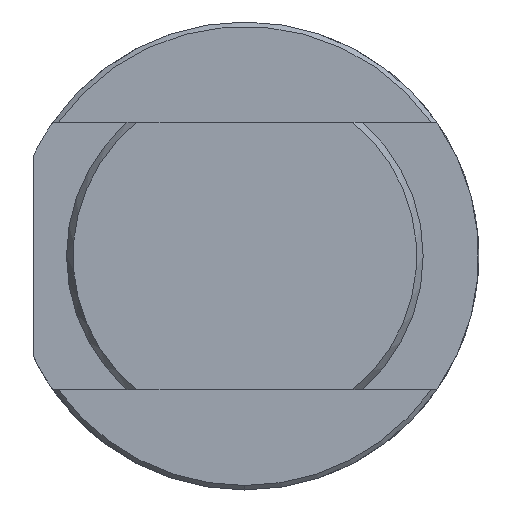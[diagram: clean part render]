
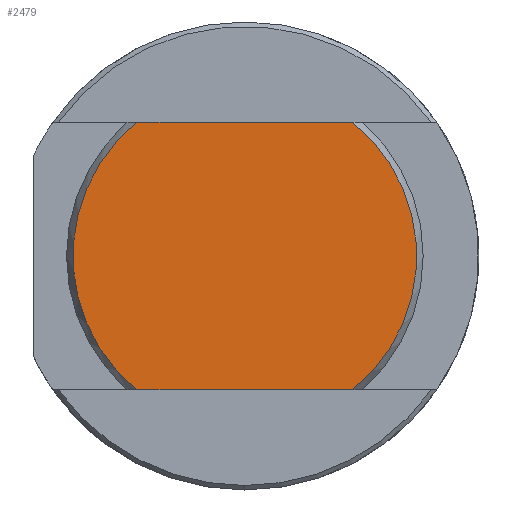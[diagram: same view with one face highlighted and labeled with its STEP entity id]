
A CAD part, left-side view. The second image highlights one B-rep face of the part: STEP entity #2479.
In plain terms, the highlighted planar face has unit normal (-1, 0, 0).
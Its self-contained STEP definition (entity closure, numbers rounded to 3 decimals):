
#145 = CARTESIAN_POINT ( 'NONE',  ( 0., 0., 0. ) ) ;
#146 = PLANE ( 'NONE',  #568 ) ;
#147 = DIRECTION ( 'NONE',  ( 1., 0., 0. ) ) ;
#148 = DIRECTION ( 'NONE',  ( 0., 0., -1. ) ) ;
#568 = AXIS2_PLACEMENT_3D ( 'NONE', #145, #147, #148 ) ;
#772 = AXIS2_PLACEMENT_3D ( 'NONE', #3635, #3637, #3638 ) ;
#776 = AXIS2_PLACEMENT_3D ( 'NONE', #3645, #3659, #3660 ) ;
#956 = FACE_OUTER_BOUND ( 'NONE', #3772, .T. ) ;
#1439 = CARTESIAN_POINT ( 'NONE',  ( 0., -4.844, 6. ) ) ;
#1445 = CARTESIAN_POINT ( 'NONE',  ( 0., -4.844, -6. ) ) ;
#1502 = CARTESIAN_POINT ( 'NONE',  ( 0., 4.844, 6. ) ) ;
#1503 = CARTESIAN_POINT ( 'NONE',  ( 0., 4.844, -6. ) ) ;
#1781 = LINE ( 'NONE', #3656, #1808 ) ;
#1799 = CIRCLE ( 'NONE', #772, 7.711 ) ;
#1804 = LINE ( 'NONE', #3661, #1812 ) ;
#1808 = VECTOR ( 'NONE', #3657, 1000. ) ;
#1812 = VECTOR ( 'NONE', #3662, 1000. ) ;
#1819 = CIRCLE ( 'NONE', #776, 7.711 ) ;
#2479 = ADVANCED_FACE ( 'NONE', ( #956 ), #146, .F. ) ;
#3195 = VERTEX_POINT ( 'NONE', #1439 ) ;
#3198 = VERTEX_POINT ( 'NONE', #1445 ) ;
#3229 = VERTEX_POINT ( 'NONE', #1502 ) ;
#3230 = VERTEX_POINT ( 'NONE', #1503 ) ;
#3635 = CARTESIAN_POINT ( 'NONE',  ( 0., 0., 0. ) ) ;
#3637 = DIRECTION ( 'NONE',  ( -1., 0., 0. ) ) ;
#3638 = DIRECTION ( 'NONE',  ( 0., 0., -1. ) ) ;
#3645 = CARTESIAN_POINT ( 'NONE',  ( 0., 0., 0. ) ) ;
#3656 = CARTESIAN_POINT ( 'NONE',  ( 0., 8.617, 6. ) ) ;
#3657 = DIRECTION ( 'NONE',  ( 0., -1., 0. ) ) ;
#3659 = DIRECTION ( 'NONE',  ( -1., 0., 0. ) ) ;
#3660 = DIRECTION ( 'NONE',  ( 0., 0., -1. ) ) ;
#3661 = CARTESIAN_POINT ( 'NONE',  ( 0., 8.617, -6. ) ) ;
#3662 = DIRECTION ( 'NONE',  ( 0., 1., 0. ) ) ;
#3772 = EDGE_LOOP ( 'NONE', ( #4471, #4470, #4469, #4468 ) ) ;
#4468 = ORIENTED_EDGE ( 'NONE', *, *, #4823, .F. ) ;
#4469 = ORIENTED_EDGE ( 'NONE', *, *, #4815, .T. ) ;
#4470 = ORIENTED_EDGE ( 'NONE', *, *, #4821, .F. ) ;
#4471 = ORIENTED_EDGE ( 'NONE', *, *, #4822, .T. ) ;
#4815 = EDGE_CURVE ( 'NONE', #3229, #3230, #1799, .T. ) ;
#4821 = EDGE_CURVE ( 'NONE', #3229, #3195, #1781, .T. ) ;
#4822 = EDGE_CURVE ( 'NONE', #3198, #3195, #1819, .T. ) ;
#4823 = EDGE_CURVE ( 'NONE', #3198, #3230, #1804, .T. ) ;
